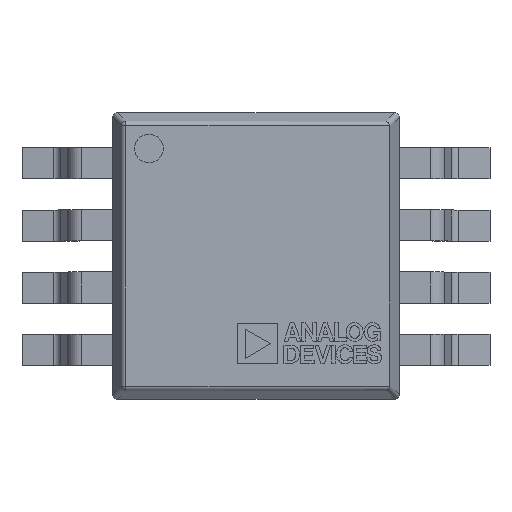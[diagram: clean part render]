
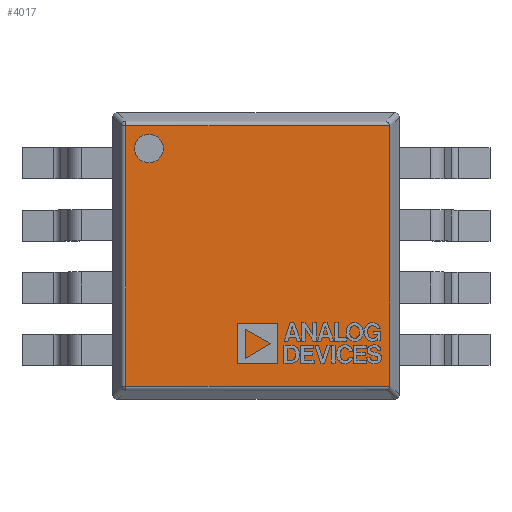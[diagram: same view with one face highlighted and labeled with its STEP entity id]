
A CAD part, top view. The second image highlights one B-rep face of the part: STEP entity #4017.
In plain terms, the highlighted planar face has unit normal (0, 0, 1).
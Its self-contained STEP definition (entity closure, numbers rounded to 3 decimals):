
#241=PLANE('',#4464);
#397=ELLIPSE('',#4401,0.055,0.05);
#401=ELLIPSE('',#4417,0.055,0.05);
#431=LINE('',#5734,#876);
#436=LINE('',#5753,#881);
#441=LINE('',#5771,#886);
#467=LINE('',#5845,#912);
#876=VECTOR('',#4736,10.);
#881=VECTOR('',#4755,10.);
#886=VECTOR('',#4774,10.);
#912=VECTOR('',#4860,10.);
#1378=FACE_OUTER_BOUND('',#1613,.T.);
#1613=EDGE_LOOP('',(#2989,#2990,#2991,#2992,#2993,#2994));
#1872=VERTEX_POINT('',#5705);
#1873=VERTEX_POINT('',#5707);
#1876=VERTEX_POINT('',#5714);
#1880=VERTEX_POINT('',#5726);
#1886=VERTEX_POINT('',#5743);
#1887=VERTEX_POINT('',#5745);
#2254=EDGE_CURVE('',#1872,#1873,#397,.T.);
#2267=EDGE_CURVE('',#1880,#1876,#431,.T.);
#2272=EDGE_CURVE('',#1886,#1887,#401,.T.);
#2276=EDGE_CURVE('',#1887,#1880,#436,.T.);
#2286=EDGE_CURVE('',#1876,#1872,#441,.T.);
#2327=EDGE_CURVE('',#1873,#1886,#467,.T.);
#2989=ORIENTED_EDGE('',*,*,#2272,.F.);
#2990=ORIENTED_EDGE('',*,*,#2327,.F.);
#2991=ORIENTED_EDGE('',*,*,#2254,.F.);
#2992=ORIENTED_EDGE('',*,*,#2286,.F.);
#2993=ORIENTED_EDGE('',*,*,#2267,.F.);
#2994=ORIENTED_EDGE('',*,*,#2276,.F.);
#4017=ADVANCED_FACE('',(#1378),#241,.T.);
#4401=AXIS2_PLACEMENT_3D('',#5708,#4706,#4707);
#4417=AXIS2_PLACEMENT_3D('',#5746,#4746,#4747);
#4464=AXIS2_PLACEMENT_3D('',#5855,#4876,#4877);
#4706=DIRECTION('center_axis',(0.,0.,-1.));
#4707=DIRECTION('ref_axis',(-0.707,0.707,0.));
#4736=DIRECTION('',(-1.,0.,0.));
#4746=DIRECTION('center_axis',(0.,0.,-1.));
#4747=DIRECTION('ref_axis',(0.707,0.707,0.));
#4755=DIRECTION('',(0.,-1.,0.));
#4774=DIRECTION('',(0.,1.,0.));
#4860=DIRECTION('',(1.,0.,0.));
#4876=DIRECTION('center_axis',(0.,0.,1.));
#4877=DIRECTION('ref_axis',(1.,0.,0.));
#5705=CARTESIAN_POINT('',(-1.364,1.399,0.95));
#5707=CARTESIAN_POINT('',(-1.353,1.4,0.95));
#5708=CARTESIAN_POINT('Origin',(-1.347,1.347,0.95));
#5714=CARTESIAN_POINT('',(-1.364,-1.364,0.95));
#5726=CARTESIAN_POINT('',(1.364,-1.364,0.95));
#5734=CARTESIAN_POINT('',(-0.375,-1.364,0.95));
#5743=CARTESIAN_POINT('',(1.353,1.4,0.95));
#5745=CARTESIAN_POINT('',(1.364,1.399,0.95));
#5746=CARTESIAN_POINT('Origin',(1.347,1.347,0.95));
#5753=CARTESIAN_POINT('',(1.364,-0.375,0.95));
#5771=CARTESIAN_POINT('',(-1.364,0.375,0.95));
#5845=CARTESIAN_POINT('',(0.75,1.4,0.95));
#5855=CARTESIAN_POINT('Origin',(0.,0.,0.95));
